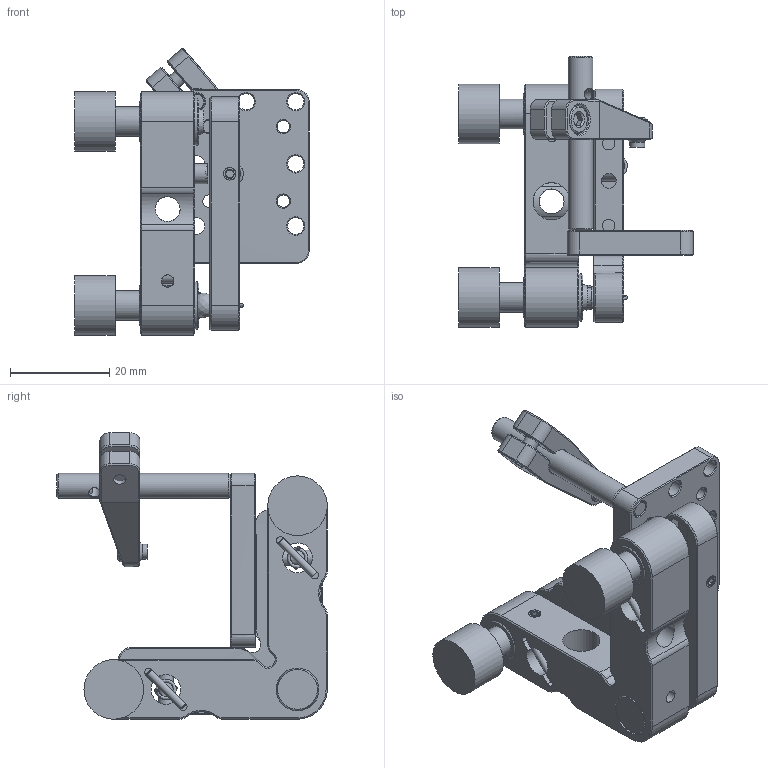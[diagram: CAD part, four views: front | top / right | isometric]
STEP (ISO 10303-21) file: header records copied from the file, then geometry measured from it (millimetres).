
FILE_DESCRIPTION (( 'STEP AP203' ), '1' );
FILE_NAME ('527850.STEP', '2024-11-06T03:10:52', ( 'Windows User' ), ( 'P R C' ), 'SwSTEP 2.0', 'SolidWorks 2020', '' );
FILE_SCHEMA (( 'CONFIG_CONTROL_DESIGN' ));
Products named in the file (1): 527850
Bounding box: 47.19 x 54.5 x 57.68 mm (x, y, z)
Surface area: 15904 mm2 (no closed solid volume)
Topology: 0 solids, 40 shells, 379 faces, 1020 edges, 671 vertices
Faces by surface type: plane 166, cone 109, cylinder 89, bspline 15
Full cylindrical faces by diameter (mm): 1.5 x2, 2.3 x1, 2.5 x8, 3 x6, 3.3 x8, 3.4 x1, 4 x3, 5 x3, 5.1 x1, 5.5 x1, 6 x9, 7.5 x2, 8.6 x3, 9.5 x3, 12 x2
Entity records: 38082 total; most frequent: CARTESIAN_POINT 29494, DIRECTION 1727, ORIENTED_EDGE 1510, EDGE_CURVE 835, AXIS2_PLACEMENT_3D 669, VERTEX_POINT 606, EDGE_LOOP 572, FACE_OUTER_BOUND 433
